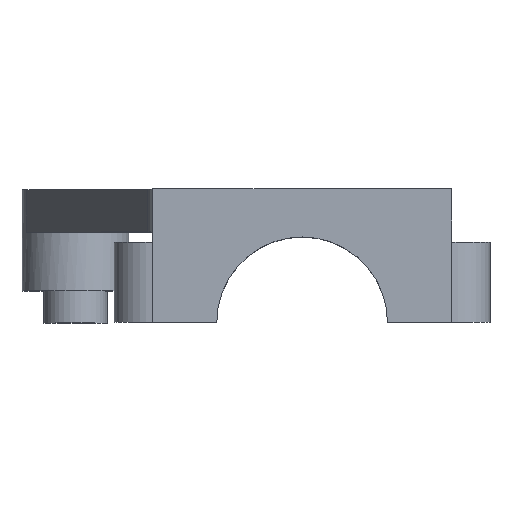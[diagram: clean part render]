
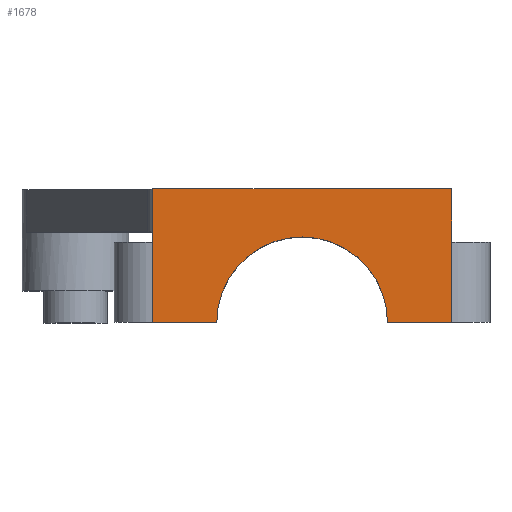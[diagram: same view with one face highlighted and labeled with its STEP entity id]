
A CAD part, top view. The second image highlights one B-rep face of the part: STEP entity #1678.
In plain terms, the highlighted planar face has unit normal (0, 0, 1).
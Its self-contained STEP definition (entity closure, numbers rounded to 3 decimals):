
#45 = PLANE('',#46);
#46 = AXIS2_PLACEMENT_3D('',#47,#48,#49);
#47 = CARTESIAN_POINT('',(-14.468,0.,
    -7.611));
#48 = DIRECTION('',(0.,1.,0.));
#49 = DIRECTION('',(0.,0.,1.));
#296 = VERTEX_POINT('',#297);
#297 = CARTESIAN_POINT('',(-14.,0.,4.6));
#311 = PLANE('',#312);
#312 = AXIS2_PLACEMENT_3D('',#313,#314,#315);
#313 = CARTESIAN_POINT('',(-14.,0.,3.6));
#314 = DIRECTION('',(-1.,0.,0.));
#315 = DIRECTION('',(0.,0.,1.));
#323 = EDGE_CURVE('',#296,#324,#326,.T.);
#324 = VERTEX_POINT('',#325);
#325 = CARTESIAN_POINT('',(14.,0.,4.6));
#326 = SURFACE_CURVE('',#327,(#331,#338),.PCURVE_S1.);
#327 = LINE('',#328,#329);
#328 = CARTESIAN_POINT('',(-14.,0.,4.6));
#329 = VECTOR('',#330,1.);
#330 = DIRECTION('',(1.,0.,0.));
#331 = PCURVE('',#45,#332);
#332 = DEFINITIONAL_REPRESENTATION('',(#333),#337);
#333 = LINE('',#334,#335);
#334 = CARTESIAN_POINT('',(12.211,0.468));
#335 = VECTOR('',#336,1.);
#336 = DIRECTION('',(0.,1.));
#337 = ( GEOMETRIC_REPRESENTATION_CONTEXT(2) 
PARAMETRIC_REPRESENTATION_CONTEXT() REPRESENTATION_CONTEXT('2D SPACE',''
  ) );
#338 = PCURVE('',#339,#344);
#339 = PLANE('',#340);
#340 = AXIS2_PLACEMENT_3D('',#341,#342,#343);
#341 = CARTESIAN_POINT('',(-14.,0.,4.6));
#342 = DIRECTION('',(0.,0.,1.));
#343 = DIRECTION('',(1.,0.,0.));
#344 = DEFINITIONAL_REPRESENTATION('',(#345),#349);
#345 = LINE('',#346,#347);
#346 = CARTESIAN_POINT('',(0.,0.));
#347 = VECTOR('',#348,1.);
#348 = DIRECTION('',(1.,0.));
#349 = ( GEOMETRIC_REPRESENTATION_CONTEXT(2) 
PARAMETRIC_REPRESENTATION_CONTEXT() REPRESENTATION_CONTEXT('2D SPACE',''
  ) );
#367 = PLANE('',#368);
#368 = AXIS2_PLACEMENT_3D('',#369,#370,#371);
#369 = CARTESIAN_POINT('',(14.,0.,4.6));
#370 = DIRECTION('',(1.,0.,0.));
#371 = DIRECTION('',(0.,0.,-1.));
#1580 = EDGE_CURVE('',#324,#1581,#1583,.T.);
#1581 = VERTEX_POINT('',#1582);
#1582 = CARTESIAN_POINT('',(14.,-12.5,4.6));
#1583 = SURFACE_CURVE('',#1584,(#1588,#1595),.PCURVE_S1.);
#1584 = LINE('',#1585,#1586);
#1585 = CARTESIAN_POINT('',(14.,0.,4.6));
#1586 = VECTOR('',#1587,1.);
#1587 = DIRECTION('',(0.,-1.,0.));
#1588 = PCURVE('',#367,#1589);
#1589 = DEFINITIONAL_REPRESENTATION('',(#1590),#1594);
#1590 = LINE('',#1591,#1592);
#1591 = CARTESIAN_POINT('',(0.,0.));
#1592 = VECTOR('',#1593,1.);
#1593 = DIRECTION('',(0.,-1.));
#1594 = ( GEOMETRIC_REPRESENTATION_CONTEXT(2) 
PARAMETRIC_REPRESENTATION_CONTEXT() REPRESENTATION_CONTEXT('2D SPACE',''
  ) );
#1595 = PCURVE('',#339,#1596);
#1596 = DEFINITIONAL_REPRESENTATION('',(#1597),#1601);
#1597 = LINE('',#1598,#1599);
#1598 = CARTESIAN_POINT('',(28.,0.));
#1599 = VECTOR('',#1600,1.);
#1600 = DIRECTION('',(0.,-1.));
#1601 = ( GEOMETRIC_REPRESENTATION_CONTEXT(2) 
PARAMETRIC_REPRESENTATION_CONTEXT() REPRESENTATION_CONTEXT('2D SPACE',''
  ) );
#1619 = PLANE('',#1620);
#1620 = AXIS2_PLACEMENT_3D('',#1621,#1622,#1623);
#1621 = CARTESIAN_POINT('',(-14.468,-12.5,-7.611));
#1622 = DIRECTION('',(0.,1.,0.));
#1623 = DIRECTION('',(0.,0.,1.));
#1678 = ADVANCED_FACE('',(#1679),#339,.T.);
#1679 = FACE_BOUND('',#1680,.T.);
#1680 = EDGE_LOOP('',(#1681,#1682,#1705,#1733,#1762,#1783));
#1681 = ORIENTED_EDGE('',*,*,#323,.F.);
#1682 = ORIENTED_EDGE('',*,*,#1683,.T.);
#1683 = EDGE_CURVE('',#296,#1684,#1686,.T.);
#1684 = VERTEX_POINT('',#1685);
#1685 = CARTESIAN_POINT('',(-14.,-12.5,4.6));
#1686 = SURFACE_CURVE('',#1687,(#1691,#1698),.PCURVE_S1.);
#1687 = LINE('',#1688,#1689);
#1688 = CARTESIAN_POINT('',(-14.,0.,4.6));
#1689 = VECTOR('',#1690,1.);
#1690 = DIRECTION('',(0.,-1.,0.));
#1691 = PCURVE('',#339,#1692);
#1692 = DEFINITIONAL_REPRESENTATION('',(#1693),#1697);
#1693 = LINE('',#1694,#1695);
#1694 = CARTESIAN_POINT('',(0.,0.));
#1695 = VECTOR('',#1696,1.);
#1696 = DIRECTION('',(0.,-1.));
#1697 = ( GEOMETRIC_REPRESENTATION_CONTEXT(2) 
PARAMETRIC_REPRESENTATION_CONTEXT() REPRESENTATION_CONTEXT('2D SPACE',''
  ) );
#1698 = PCURVE('',#311,#1699);
#1699 = DEFINITIONAL_REPRESENTATION('',(#1700),#1704);
#1700 = LINE('',#1701,#1702);
#1701 = CARTESIAN_POINT('',(1.,0.));
#1702 = VECTOR('',#1703,1.);
#1703 = DIRECTION('',(0.,-1.));
#1704 = ( GEOMETRIC_REPRESENTATION_CONTEXT(2) 
PARAMETRIC_REPRESENTATION_CONTEXT() REPRESENTATION_CONTEXT('2D SPACE',''
  ) );
#1705 = ORIENTED_EDGE('',*,*,#1706,.T.);
#1706 = EDGE_CURVE('',#1684,#1707,#1709,.T.);
#1707 = VERTEX_POINT('',#1708);
#1708 = CARTESIAN_POINT('',(-8.,-12.5,4.6));
#1709 = SURFACE_CURVE('',#1710,(#1714,#1721),.PCURVE_S1.);
#1710 = LINE('',#1711,#1712);
#1711 = CARTESIAN_POINT('',(-14.,-12.5,4.6));
#1712 = VECTOR('',#1713,1.);
#1713 = DIRECTION('',(1.,0.,0.));
#1714 = PCURVE('',#339,#1715);
#1715 = DEFINITIONAL_REPRESENTATION('',(#1716),#1720);
#1716 = LINE('',#1717,#1718);
#1717 = CARTESIAN_POINT('',(0.,-12.5));
#1718 = VECTOR('',#1719,1.);
#1719 = DIRECTION('',(1.,0.));
#1720 = ( GEOMETRIC_REPRESENTATION_CONTEXT(2) 
PARAMETRIC_REPRESENTATION_CONTEXT() REPRESENTATION_CONTEXT('2D SPACE',''
  ) );
#1721 = PCURVE('',#1722,#1727);
#1722 = PLANE('',#1723);
#1723 = AXIS2_PLACEMENT_3D('',#1724,#1725,#1726);
#1724 = CARTESIAN_POINT('',(-14.468,-12.5,-7.611));
#1725 = DIRECTION('',(0.,1.,0.));
#1726 = DIRECTION('',(0.,0.,1.));
#1727 = DEFINITIONAL_REPRESENTATION('',(#1728),#1732);
#1728 = LINE('',#1729,#1730);
#1729 = CARTESIAN_POINT('',(12.211,0.468));
#1730 = VECTOR('',#1731,1.);
#1731 = DIRECTION('',(0.,1.));
#1732 = ( GEOMETRIC_REPRESENTATION_CONTEXT(2) 
PARAMETRIC_REPRESENTATION_CONTEXT() REPRESENTATION_CONTEXT('2D SPACE',''
  ) );
#1733 = ORIENTED_EDGE('',*,*,#1734,.F.);
#1734 = EDGE_CURVE('',#1735,#1707,#1737,.T.);
#1735 = VERTEX_POINT('',#1736);
#1736 = CARTESIAN_POINT('',(8.,-12.5,4.6));
#1737 = SURFACE_CURVE('',#1738,(#1743,#1750),.PCURVE_S1.);
#1738 = CIRCLE('',#1739,8.);
#1739 = AXIS2_PLACEMENT_3D('',#1740,#1741,#1742);
#1740 = CARTESIAN_POINT('',(0.,-12.5,4.6));
#1741 = DIRECTION('',(-0.,0.,1.));
#1742 = DIRECTION('',(1.,0.,0.));
#1743 = PCURVE('',#339,#1744);
#1744 = DEFINITIONAL_REPRESENTATION('',(#1745),#1749);
#1745 = CIRCLE('',#1746,8.);
#1746 = AXIS2_PLACEMENT_2D('',#1747,#1748);
#1747 = CARTESIAN_POINT('',(14.,-12.5));
#1748 = DIRECTION('',(1.,0.));
#1749 = ( GEOMETRIC_REPRESENTATION_CONTEXT(2) 
PARAMETRIC_REPRESENTATION_CONTEXT() REPRESENTATION_CONTEXT('2D SPACE',''
  ) );
#1750 = PCURVE('',#1751,#1756);
#1751 = CYLINDRICAL_SURFACE('',#1752,8.);
#1752 = AXIS2_PLACEMENT_3D('',#1753,#1754,#1755);
#1753 = CARTESIAN_POINT('',(0.,-12.5,3.05));
#1754 = DIRECTION('',(0.,0.,1.));
#1755 = DIRECTION('',(1.,0.,0.));
#1756 = DEFINITIONAL_REPRESENTATION('',(#1757),#1761);
#1757 = LINE('',#1758,#1759);
#1758 = CARTESIAN_POINT('',(0.,1.55));
#1759 = VECTOR('',#1760,1.);
#1760 = DIRECTION('',(1.,0.));
#1761 = ( GEOMETRIC_REPRESENTATION_CONTEXT(2) 
PARAMETRIC_REPRESENTATION_CONTEXT() REPRESENTATION_CONTEXT('2D SPACE',''
  ) );
#1762 = ORIENTED_EDGE('',*,*,#1763,.T.);
#1763 = EDGE_CURVE('',#1735,#1581,#1764,.T.);
#1764 = SURFACE_CURVE('',#1765,(#1769,#1776),.PCURVE_S1.);
#1765 = LINE('',#1766,#1767);
#1766 = CARTESIAN_POINT('',(-14.,-12.5,4.6));
#1767 = VECTOR('',#1768,1.);
#1768 = DIRECTION('',(1.,0.,0.));
#1769 = PCURVE('',#339,#1770);
#1770 = DEFINITIONAL_REPRESENTATION('',(#1771),#1775);
#1771 = LINE('',#1772,#1773);
#1772 = CARTESIAN_POINT('',(0.,-12.5));
#1773 = VECTOR('',#1774,1.);
#1774 = DIRECTION('',(1.,0.));
#1775 = ( GEOMETRIC_REPRESENTATION_CONTEXT(2) 
PARAMETRIC_REPRESENTATION_CONTEXT() REPRESENTATION_CONTEXT('2D SPACE',''
  ) );
#1776 = PCURVE('',#1619,#1777);
#1777 = DEFINITIONAL_REPRESENTATION('',(#1778),#1782);
#1778 = LINE('',#1779,#1780);
#1779 = CARTESIAN_POINT('',(12.211,0.468));
#1780 = VECTOR('',#1781,1.);
#1781 = DIRECTION('',(0.,1.));
#1782 = ( GEOMETRIC_REPRESENTATION_CONTEXT(2) 
PARAMETRIC_REPRESENTATION_CONTEXT() REPRESENTATION_CONTEXT('2D SPACE',''
  ) );
#1783 = ORIENTED_EDGE('',*,*,#1580,.F.);
